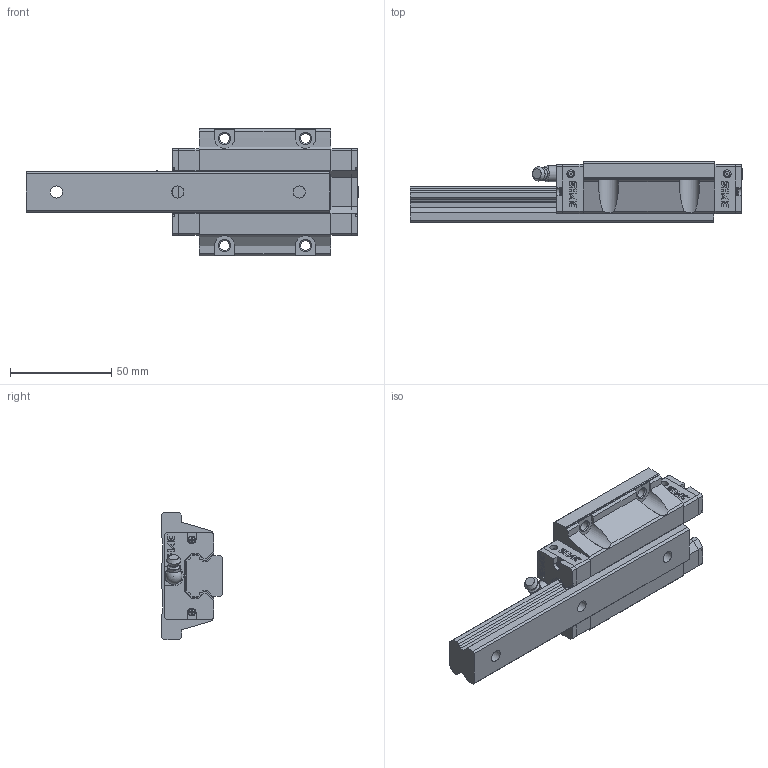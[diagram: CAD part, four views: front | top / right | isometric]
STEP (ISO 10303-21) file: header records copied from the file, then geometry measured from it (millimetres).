
FILE_DESCRIPTION(/* description */ ('STEP AP214'),/* implementation_level */ '2;1');
FILE_NAME(/* name */ 'GHW20HC1R150Z0H-15_15(1_1)',/* time_stamp */ '2025-09-03T13:28:48+02:00',/* author */ ('License CC BY-ND 4.0'),/* organization */ ('CADENAS'),/* preprocessor_version */ 'ST-DEVELOPER v19.3',/* originating_system */ 'PARTsolutions',/* authorisation */ ' ');
FILE_SCHEMA (('AUTOMOTIVE_DESIGN {1 0 10303 214 3 1 1}'));
Length unit declared in the file: millimetre
Products named in the file (8): GHW20HC1R150Z0H-15/15(1_1); GHR20R150H+RC-15/15(1)_RAIL; GHW20HC_SLIDER; GHW20HC_C; GHW20HC_P; GH20_SCREW; GH20_BOLT; GH20-_G
Assembly tree (12 placements, depth 2):
  GHW20HC1R150Z0H-15/15(1_1)
    GHR20R150H+RC-15/15(1)_RAIL
    GHW20HC_SLIDER
    GHW20HC_C  x2
    GHW20HC_P  x2
    GH20_SCREW  x4
    GH20_BOLT
    GH20-_G
Bounding box: 164.04 x 30 x 63 mm (x, y, z)
Volume: 138424.8 mm3; surface area: 40926.4 mm2
Topology: 12 solids, 12 shells, 799 faces, 2134 edges, 1408 vertices
Faces by surface type: plane 648, cylinder 111, cone 24, torus 11, sphere 5
Full cylindrical faces by diameter (mm): 0.53 x4, 3 x4, 3.414 x4, 3.93 x6, 4.5 x1, 4.917 x4, 6 x7, 8 x1, 8.2 x1, 9.5 x3
Entity records: 15087 total; most frequent: CARTESIAN_POINT 2703, ORIENTED_EDGE 2506, DIRECTION 2422, EDGE_CURVE 1253, LINE 1030, VECTOR 1030, VERTEX_POINT 851, AXIS2_PLACEMENT_3D 696
